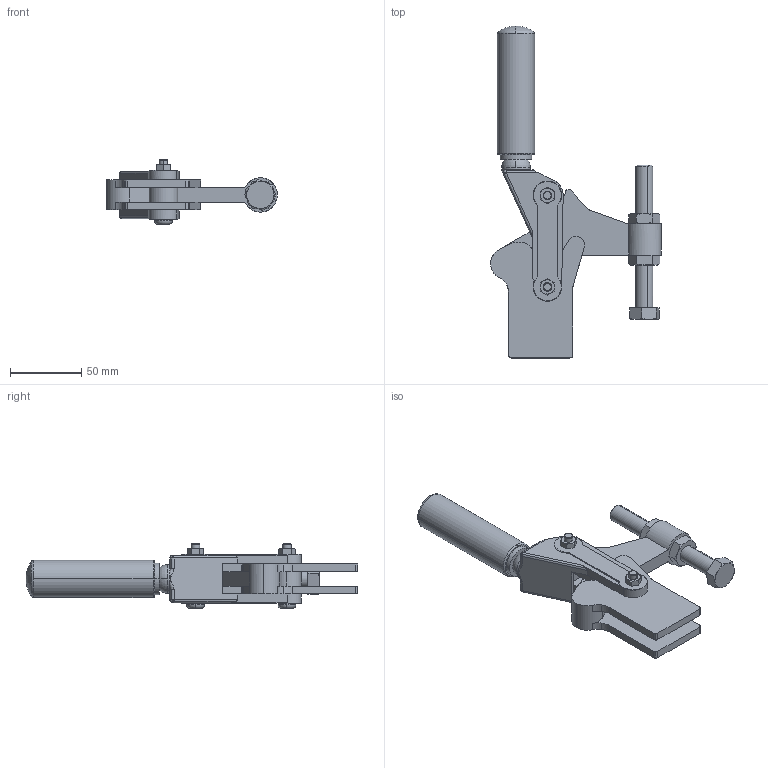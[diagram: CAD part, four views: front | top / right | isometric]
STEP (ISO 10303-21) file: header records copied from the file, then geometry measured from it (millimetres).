
FILE_DESCRIPTION(('CATIA V5 STEP Exchange'),'2;1');
FILE_NAME('MODULSPANNER_TS_V_HD_800_S_357825.stp','2018-08-16T11:59:40+00:00',('none'),('none'),'CATIA Version 5 Release 19 SP 9 (IN-10)','CATIA V5 STEP AP214','none');
FILE_SCHEMA(('AUTOMOTIVE_DESIGN { 1 0 10303 214 1 1 1 1 }'));
Length unit declared in the file: millimetre
Products named in the file (1): MODULSPANNER_TS_V_HD_800_S_357825
Bounding box: 119.6 x 232.27 x 45.4 mm (x, y, z)
Volume: 201417.6 mm3; surface area: 48776.8 mm2
Topology: 1 solids, 1 shells, 293 faces, 807 edges, 517 vertices
Faces by surface type: cylinder 106, plane 97, cone 56, torus 20, sphere 10, bspline 4
Entity records: 10205 total; most frequent: CARTESIAN_POINT 3242, ORIENTED_EDGE 1606, DIRECTION 1144, EDGE_CURVE 803, AXIS2_PLACEMENT_3D 549, VERTEX_POINT 517, VECTOR 316, LINE 316
